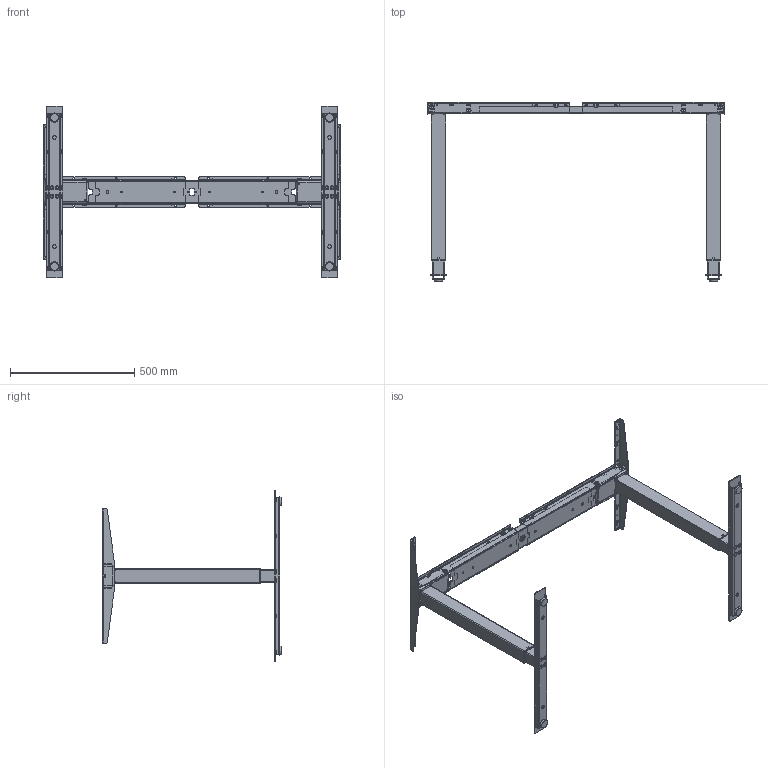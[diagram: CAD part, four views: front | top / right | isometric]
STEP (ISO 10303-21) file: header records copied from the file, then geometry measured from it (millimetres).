
FILE_DESCRIPTION (( 'STEP AP203' ), '1' );
FILE_NAME ('QU22AAxxxxxxx_Fl115.STEP', '2017-12-08T10:10:26', ( '' ), ( '' ), 'SwSTEP 2.0', 'SolidWorks 2015', '' );
FILE_SCHEMA (( 'CONFIG_CONTROL_DESIGN' ));
Products named in the file (1): QU22AAxxxxxxx_Fl115
Bounding box: 1200 x 724.3 x 690 mm (x, y, z)
Surface area: 1587114.9 mm2 (no closed solid volume)
Topology: 0 solids, 117 shells, 1538 faces, 6726 edges, 5096 vertices
Faces by surface type: plane 752, cylinder 562, torus 92, cone 60, bspline 40, sphere 32
Entity records: 69683 total; most frequent: CARTESIAN_POINT 17219, DIRECTION 10882, ORIENTED_EDGE 9478, EDGE_CURVE 6718, VERTEX_POINT 5096, LINE 4036, VECTOR 4036, AXIS2_PLACEMENT_3D 3423
